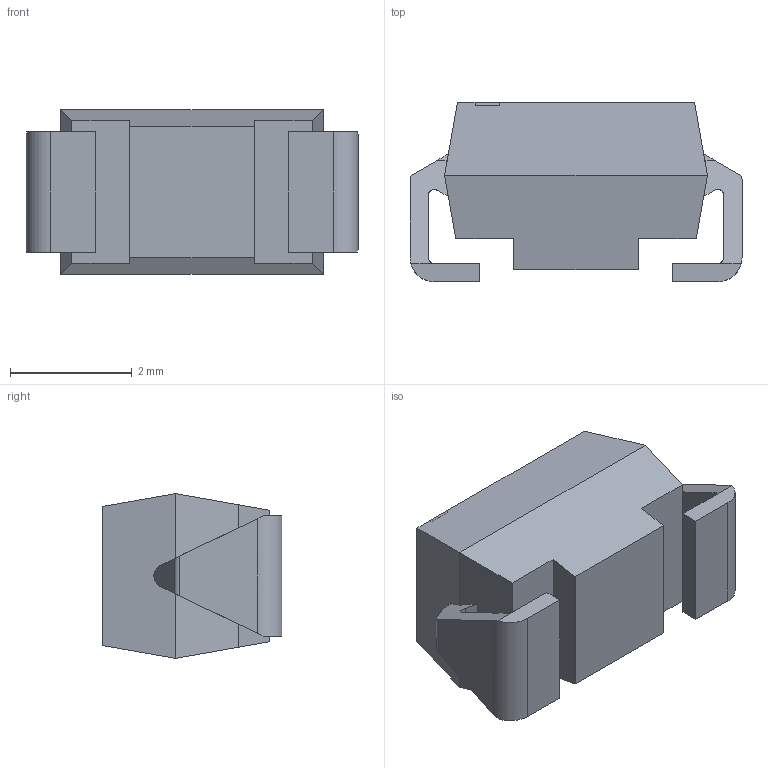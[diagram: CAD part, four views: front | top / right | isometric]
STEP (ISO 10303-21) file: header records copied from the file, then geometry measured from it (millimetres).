
FILE_DESCRIPTION (( 'STEP AP214' ), '1' );
FILE_NAME ('SK34A-TP.STEP', '2024-01-03T16:54:07', ( '' ), ( '' ), 'SwSTEP 2.0', 'SolidWorks 2021', '' );
FILE_SCHEMA (( 'AUTOMOTIVE_DESIGN' ));
Length unit declared in the file: millimetre
Products named in the file (1): SK34A-TP
Bounding box: 5.45 x 2.95 x 2.71 mm (x, y, z)
Volume: 28 mm3; surface area: 77 mm2
Topology: 4 solids, 4 shells, 64 faces, 154 edges, 98 vertices
Faces by surface type: plane 52, cylinder 12
Entity records: 1871 total; most frequent: CARTESIAN_POINT 389, ORIENTED_EDGE 308, DIRECTION 264, EDGE_CURVE 154, VECTOR 126, LINE 126, VERTEX_POINT 98, AXIS2_PLACEMENT_3D 69
